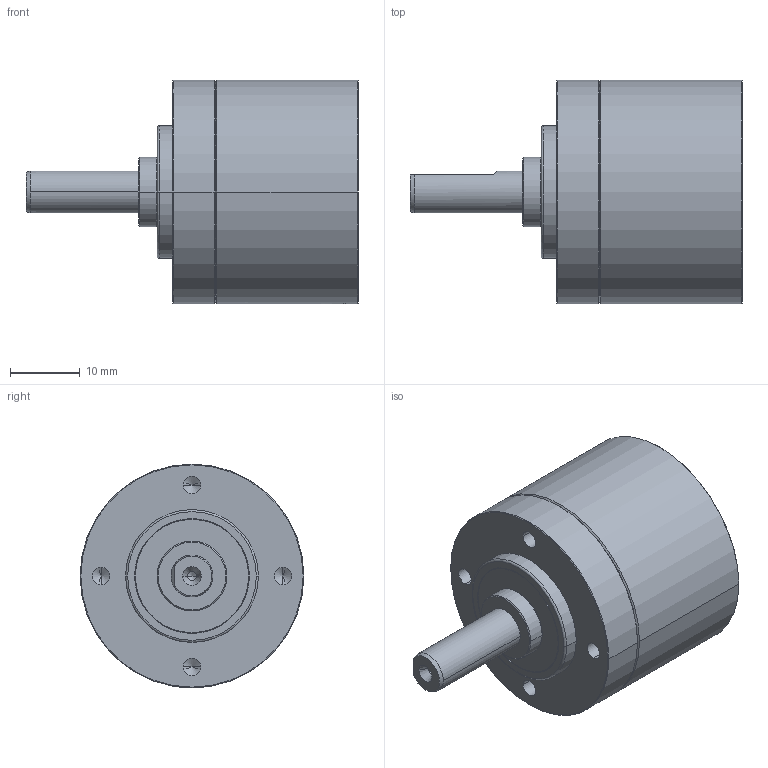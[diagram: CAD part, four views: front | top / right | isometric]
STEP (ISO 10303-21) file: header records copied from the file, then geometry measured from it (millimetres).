
FILE_DESCRIPTION((''),'2;1');
FILE_NAME('2974755','2016-10-07T',('mmagpetk'),(''),'CREO PARAMETRIC BY PTC INC, 2016050','CREO PARAMETRIC BY PTC INC, 2016050','');
FILE_SCHEMA(('CONFIG_CONTROL_DESIGN'));
Length unit declared in the file: millimetre
Products named in the file (1): 2974755
Bounding box: 47.5 x 32 x 32 mm (x, y, z)
Volume: 17485.4 mm3; surface area: 5765.1 mm2
Topology: 1 solids, 1 shells, 78 faces, 175 edges, 101 vertices
Faces by surface type: cone 33, cylinder 25, plane 12, extrusion 6, torus 2
Entity records: 2279 total; most frequent: CARTESIAN_POINT 467, DIRECTION 370, ORIENTED_EDGE 330, EDGE_CURVE 165, AXIS2_PLACEMENT_3D 147, VERTEX_POINT 101, EDGE_LOOP 92, FACE_OUTER_BOUND 78
